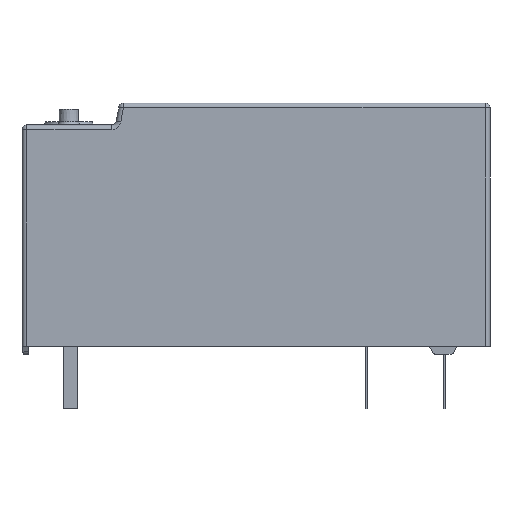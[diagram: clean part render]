
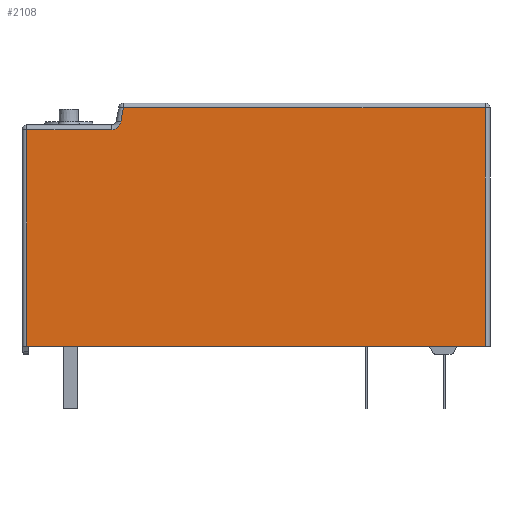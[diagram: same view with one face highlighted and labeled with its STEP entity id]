
A CAD part, front view. The second image highlights one B-rep face of the part: STEP entity #2108.
In plain terms, the highlighted planar face has unit normal (0, -1, 0).
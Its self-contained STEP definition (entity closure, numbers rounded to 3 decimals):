
#7 = CARTESIAN_POINT ( 'NONE',  ( -9.252, -5., 6.1 ) ) ;
#38 = ORIENTED_EDGE ( 'NONE', *, *, #886, .F. ) ;
#51 = ORIENTED_EDGE ( 'NONE', *, *, #861, .T. ) ;
#62 = ORIENTED_EDGE ( 'NONE', *, *, #835, .T. ) ;
#77 = ORIENTED_EDGE ( 'NONE', *, *, #916, .T. ) ;
#175 = CARTESIAN_POINT ( 'NONE',  ( -9.252, -5., 6.7 ) ) ;
#176 = DIRECTION ( 'NONE',  ( 0., -1., 0. ) ) ;
#177 = DIRECTION ( 'NONE',  ( 0., 0., 1. ) ) ;
#201 = VERTEX_POINT ( 'NONE', #297 ) ;
#211 = VERTEX_POINT ( 'NONE', #2363 ) ;
#297 = CARTESIAN_POINT ( 'NONE',  ( 14.7, -5., -7.8 ) ) ;
#309 = CARTESIAN_POINT ( 'NONE',  ( -14.7, -5., 7.8 ) ) ;
#310 = DIRECTION ( 'NONE',  ( 0., 0., -1. ) ) ;
#357 = AXIS2_PLACEMENT_3D ( 'NONE', #1586, #1594, #1596 ) ;
#735 = VERTEX_POINT ( 'NONE', #2774 ) ;
#742 = EDGE_LOOP ( 'NONE', ( #38, #51, #1812, #1810, #62, #77, #1817 ) ) ;
#835 = EDGE_CURVE ( 'NONE', #1097, #211, #1178, .T. ) ;
#844 = EDGE_CURVE ( 'NONE', #1097, #735, #1194, .T. ) ;
#861 = EDGE_CURVE ( 'NONE', #1056, #1066, #1224, .T. ) ;
#886 = EDGE_CURVE ( 'NONE', #1056, #201, #1261, .T. ) ;
#916 = EDGE_CURVE ( 'NONE', #211, #1088, #1317, .T. ) ;
#959 = EDGE_CURVE ( 'NONE', #1088, #201, #1391, .T. ) ;
#999 = AXIS2_PLACEMENT_3D ( 'NONE', #175, #176, #177 ) ;
#1056 = VERTEX_POINT ( 'NONE', #2383 ) ;
#1066 = VERTEX_POINT ( 'NONE', #1661 ) ;
#1088 = VERTEX_POINT ( 'NONE', #1683 ) ;
#1097 = VERTEX_POINT ( 'NONE', #7 ) ;
#1178 = LINE ( 'NONE', #1755, #1184 ) ;
#1184 = VECTOR ( 'NONE', #1761, 1000. ) ;
#1194 = CIRCLE ( 'NONE', #999, 0.6 ) ;
#1224 = LINE ( 'NONE', #1793, #1227 ) ;
#1227 = VECTOR ( 'NONE', #1794, 1000. ) ;
#1261 = LINE ( 'NONE', #2389, #1266 ) ;
#1266 = VECTOR ( 'NONE', #2415, 1000. ) ;
#1317 = LINE ( 'NONE', #309, #1320 ) ;
#1320 = VECTOR ( 'NONE', #310, 1000. ) ;
#1391 = LINE ( 'NONE', #2443, #1394 ) ;
#1394 = VECTOR ( 'NONE', #2444, 1000. ) ;
#1506 = FACE_OUTER_BOUND ( 'NONE', #742, .T. ) ;
#1586 = CARTESIAN_POINT ( 'NONE',  ( -14.7, -5., 7.8 ) ) ;
#1591 = PLANE ( 'NONE',  #357 ) ;
#1594 = DIRECTION ( 'NONE',  ( 0., 1., 0. ) ) ;
#1596 = DIRECTION ( 'NONE',  ( 0., 0., 1. ) ) ;
#1661 = CARTESIAN_POINT ( 'NONE',  ( -8.501, -5., 7.5 ) ) ;
#1683 = CARTESIAN_POINT ( 'NONE',  ( -14.7, -5., -7.8 ) ) ;
#1755 = CARTESIAN_POINT ( 'NONE',  ( -14.7, -5., 6.1 ) ) ;
#1761 = DIRECTION ( 'NONE',  ( -1., 0., 0. ) ) ;
#1793 = CARTESIAN_POINT ( 'NONE',  ( -14.7, -5., 7.5 ) ) ;
#1794 = DIRECTION ( 'NONE',  ( -1., 0., 0. ) ) ;
#1810 = ORIENTED_EDGE ( 'NONE', *, *, #844, .F. ) ;
#1812 = ORIENTED_EDGE ( 'NONE', *, *, #2962, .T. ) ;
#1817 = ORIENTED_EDGE ( 'NONE', *, *, #959, .T. ) ;
#2108 = ADVANCED_FACE ( 'NONE', ( #1506 ), #1591, .F. ) ;
#2282 = DIRECTION ( 'NONE',  ( -0.174, 0., -0.985 ) ) ;
#2288 = CARTESIAN_POINT ( 'NONE',  ( -8.637, -5., 6.731 ) ) ;
#2363 = CARTESIAN_POINT ( 'NONE',  ( -14.7, -5., 6.1 ) ) ;
#2383 = CARTESIAN_POINT ( 'NONE',  ( 14.7, -5., 7.5 ) ) ;
#2389 = CARTESIAN_POINT ( 'NONE',  ( 14.7, -5., 7.8 ) ) ;
#2415 = DIRECTION ( 'NONE',  ( 0., 0., -1. ) ) ;
#2443 = CARTESIAN_POINT ( 'NONE',  ( -14.7, -5., -7.8 ) ) ;
#2444 = DIRECTION ( 'NONE',  ( 1., 0., 0. ) ) ;
#2538 = LINE ( 'NONE', #2288, #2542 ) ;
#2542 = VECTOR ( 'NONE', #2282, 1000. ) ;
#2774 = CARTESIAN_POINT ( 'NONE',  ( -8.661, -5., 6.596 ) ) ;
#2962 = EDGE_CURVE ( 'NONE', #1066, #735, #2538, .T. ) ;
